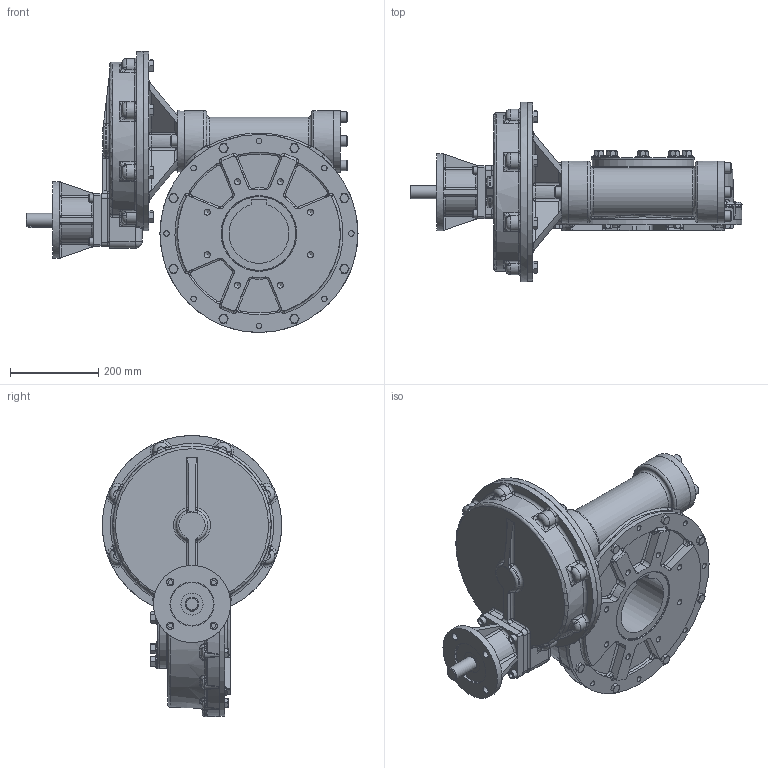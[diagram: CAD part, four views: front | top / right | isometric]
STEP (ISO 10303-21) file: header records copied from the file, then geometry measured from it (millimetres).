
FILE_DESCRIPTION(/* description */ ('Unknown'),/* implementation_level */ '2;1');
FILE_NAME(/* name */ 'PUB-MTW7IRL-F14-F25',/* time_stamp */ '2015-12-09T13:16:09+00:00',/* author */ ('Unknown'),/* organization */ ('Unknown'),/* preprocessor_version */ 'ST-DEVELOPER v16',/* originating_system */ 'DEX',/* authorisation */ $);
FILE_SCHEMA (('AUTOMOTIVE_DESIGN {1 0 10303 214 3 1 1}'));
Products named in the file (1): PUB-MTW7IRL-F14-F25
Bounding box: 754.5 x 408 x 638.63 mm (x, y, z)
Surface area: 1369767.4 mm2 (no closed solid volume)
Topology: 0 solids, 51 shells, 1279 faces, 3329 edges, 1970 vertices
Faces by surface type: plane 390, cylinder 252, bspline 225, cone 195, torus 173, sphere 44
Full cylindrical faces by diameter (mm): 12.5 x8, 13.835 x8, 16.5 x4, 18 x4, 24 x8, 30 x1, 32 x8, 100 x1, 140 x2, 170 x1, 175 x1, 230 x1, 230.25 x1, 235 x1, 408 x1, 450 x1
Entity records: 65466 total; most frequent: CARTESIAN_POINT 36373, ORIENTED_EDGE 5762, DIRECTION 5450, EDGE_CURVE 3108, AXIS2_PLACEMENT_3D 2307, VERTEX_POINT 1941, FACE_BOUND 1470, EDGE_LOOP 1462
